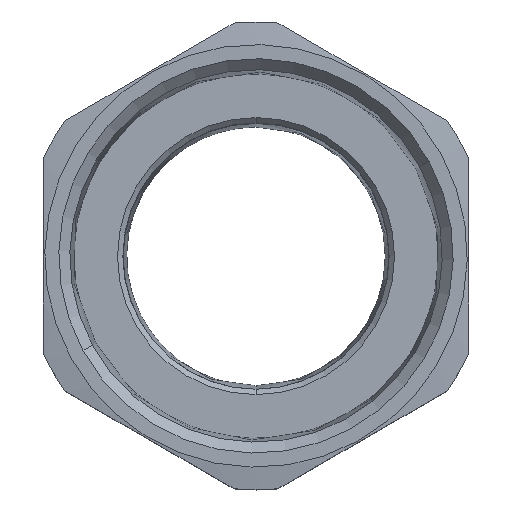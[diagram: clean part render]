
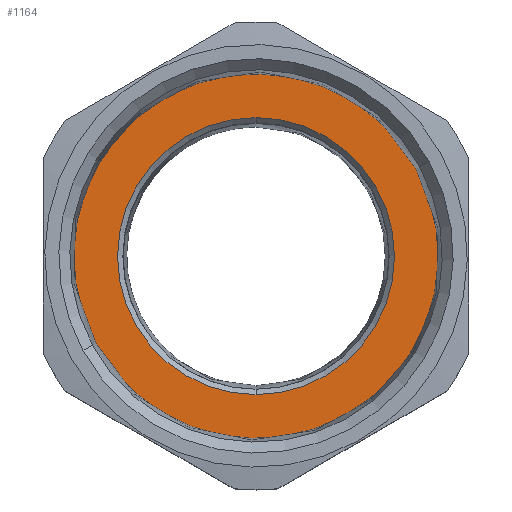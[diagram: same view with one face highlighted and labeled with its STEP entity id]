
A CAD part, top view. The second image highlights one B-rep face of the part: STEP entity #1164.
In plain terms, the highlighted planar face has unit normal (0, 0, 1).
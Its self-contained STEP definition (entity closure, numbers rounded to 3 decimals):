
#852=AXIS2_PLACEMENT_3D('Circle Axis2P3D',#850,#851,$) ;
#876=AXIS2_PLACEMENT_3D('Circle Axis2P3D',#874,#875,$) ;
#1140=AXIS2_PLACEMENT_3D('Plane Axis2P3D',#1137,#1138,#1139) ;
#1148=AXIS2_PLACEMENT_3D('Circle Axis2P3D',#1146,#1147,$) ;
#1157=AXIS2_PLACEMENT_3D('Circle Axis2P3D',#1155,#1156,$) ;
#847=CARTESIAN_POINT('Vertex',(9.906,27.56,66.75)) ;
#850=CARTESIAN_POINT('Axis2P3D Location',(40.,44.,66.75)) ;
#854=CARTESIAN_POINT('Vertex',(70.094,60.44,66.75)) ;
#874=CARTESIAN_POINT('Axis2P3D Location',(40.,44.,66.75)) ;
#1137=CARTESIAN_POINT('Axis2P3D Location',(74.292,44.,66.75)) ;
#1146=CARTESIAN_POINT('Axis2P3D Location',(40.,44.,66.75)) ;
#1150=CARTESIAN_POINT('Vertex',(40.,70.05,66.75)) ;
#1152=CARTESIAN_POINT('Vertex',(40.,17.95,66.75)) ;
#1155=CARTESIAN_POINT('Axis2P3D Location',(40.,44.,66.75)) ;
#851=DIRECTION('Axis2P3D Direction',(0.,0.,1.)) ;
#875=DIRECTION('Axis2P3D Direction',(0.,0.,1.)) ;
#1138=DIRECTION('Axis2P3D Direction',(0.,0.,1.)) ;
#1139=DIRECTION('Axis2P3D XDirection',(0.,1.,0.)) ;
#1147=DIRECTION('Axis2P3D Direction',(0.,0.,1.)) ;
#1156=DIRECTION('Axis2P3D Direction',(0.,0.,1.)) ;
#1143=ORIENTED_EDGE('',*,*,#878,.T.) ;
#1144=ORIENTED_EDGE('',*,*,#856,.T.) ;
#1161=ORIENTED_EDGE('',*,*,#1154,.F.) ;
#1162=ORIENTED_EDGE('',*,*,#1159,.F.) ;
#1163=FACE_BOUND('',#1160,.T.) ;
#1164=ADVANCED_FACE('PartBody',(#1145,#1163),#1141,.T.) ;
#853=CIRCLE('generated circle',#852,34.292) ;
#877=CIRCLE('generated circle',#876,34.292) ;
#1149=CIRCLE('generated circle',#1148,26.05) ;
#1158=CIRCLE('generated circle',#1157,26.05) ;
#856=EDGE_CURVE('',#855,#848,#853,.T.) ;
#878=EDGE_CURVE('',#848,#855,#877,.T.) ;
#1154=EDGE_CURVE('',#1151,#1153,#1149,.T.) ;
#1159=EDGE_CURVE('',#1153,#1151,#1158,.T.) ;
#1142=EDGE_LOOP('',(#1143,#1144)) ;
#1160=EDGE_LOOP('',(#1161,#1162)) ;
#1145=FACE_OUTER_BOUND('',#1142,.T.) ;
#1141=PLANE('',#1140) ;
#848=VERTEX_POINT('',#847) ;
#855=VERTEX_POINT('',#854) ;
#1151=VERTEX_POINT('',#1150) ;
#1153=VERTEX_POINT('',#1152) ;
